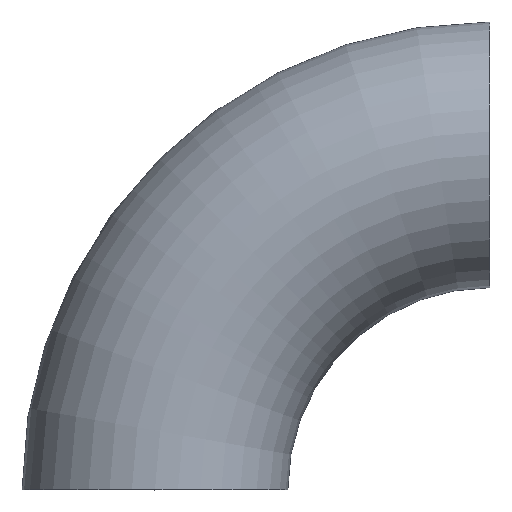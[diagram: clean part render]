
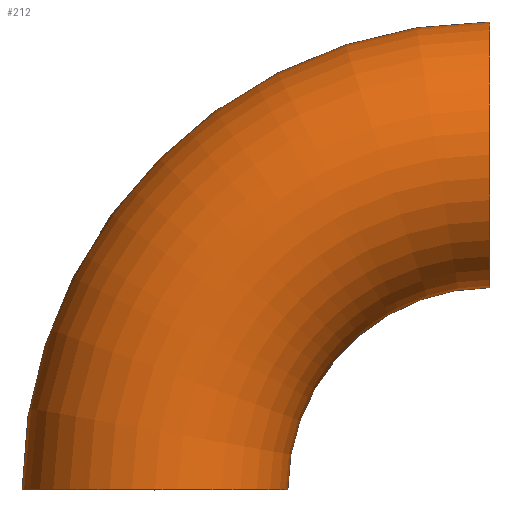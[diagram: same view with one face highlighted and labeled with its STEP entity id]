
A CAD part, top view. The second image highlights one B-rep face of the part: STEP entity #212.
In plain terms, the highlighted toroidal (fillet/blend) face has major radius 76 mm and minor radius 30.15 mm.
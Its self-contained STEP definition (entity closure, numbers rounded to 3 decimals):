
#4 = VERTEX_POINT ( 'NONE', #10 ) ;
#7 = AXIS2_PLACEMENT_3D ( 'NONE', #133, #47, #48 ) ;
#10 = CARTESIAN_POINT ( 'NONE',  ( 76., 106.15, 0. ) ) ;
#17 = DIRECTION ( 'NONE',  ( 1., 0., 0. ) ) ;
#19 = CIRCLE ( 'NONE', #225, 30.15 ) ;
#26 = AXIS2_PLACEMENT_3D ( 'NONE', #253, #124, #17 ) ;
#32 = VERTEX_POINT ( 'NONE', #184 ) ;
#37 = DIRECTION ( 'NONE',  ( 0., 1., 0. ) ) ;
#47 = DIRECTION ( 'NONE',  ( 0., 0., 1. ) ) ;
#48 = DIRECTION ( 'NONE',  ( 1., 0., 0. ) ) ;
#59 = CIRCLE ( 'NONE', #7, 45.85 ) ;
#71 = EDGE_CURVE ( 'NONE', #128, #32, #59, .T. ) ;
#84 = CARTESIAN_POINT ( 'NONE',  ( 0., 0., 0. ) ) ;
#85 = DIRECTION ( 'NONE',  ( 0., 0., 1. ) ) ;
#99 = CARTESIAN_POINT ( 'NONE',  ( -30.15, 0., 0. ) ) ;
#104 = VERTEX_POINT ( 'NONE', #99 ) ;
#105 = DIRECTION ( 'NONE',  ( 1., 0., 0. ) ) ;
#122 = CARTESIAN_POINT ( 'NONE',  ( 76., 0., 0. ) ) ;
#124 = DIRECTION ( 'NONE',  ( 0., 0., 1. ) ) ;
#128 = VERTEX_POINT ( 'NONE', #248 ) ;
#133 = CARTESIAN_POINT ( 'NONE',  ( 76., 0., 0. ) ) ;
#137 = CIRCLE ( 'NONE', #189, 30.15 ) ;
#143 = EDGE_LOOP ( 'NONE', ( #183, #175, #207, #220 ) ) ;
#145 = DIRECTION ( 'NONE',  ( 0., 0., 1. ) ) ;
#147 = TOROIDAL_SURFACE ( 'NONE', #233, 76., 30.15 ) ;
#160 = EDGE_CURVE ( 'NONE', #104, #32, #19, .T. ) ;
#164 = DIRECTION ( 'NONE',  ( 0., 0., 1. ) ) ;
#175 = ORIENTED_EDGE ( 'NONE', *, *, #213, .T. ) ;
#180 = FACE_OUTER_BOUND ( 'NONE', #143, .T. ) ;
#182 = EDGE_CURVE ( 'NONE', #4, #128, #137, .T. ) ;
#183 = ORIENTED_EDGE ( 'NONE', *, *, #182, .F. ) ;
#184 = CARTESIAN_POINT ( 'NONE',  ( 30.15, 0., 0. ) ) ;
#189 = AXIS2_PLACEMENT_3D ( 'NONE', #214, #105, #145 ) ;
#207 = ORIENTED_EDGE ( 'NONE', *, *, #160, .T. ) ;
#212 = ADVANCED_FACE ( 'NONE', ( #180 ), #147, .T. ) ;
#213 = EDGE_CURVE ( 'NONE', #4, #104, #224, .T. ) ;
#214 = CARTESIAN_POINT ( 'NONE',  ( 76., 76., 0. ) ) ;
#217 = DIRECTION ( 'NONE',  ( 1., 0., 0. ) ) ;
#220 = ORIENTED_EDGE ( 'NONE', *, *, #71, .F. ) ;
#224 = CIRCLE ( 'NONE', #26, 106.15 ) ;
#225 = AXIS2_PLACEMENT_3D ( 'NONE', #84, #37, #85 ) ;
#233 = AXIS2_PLACEMENT_3D ( 'NONE', #122, #164, #217 ) ;
#248 = CARTESIAN_POINT ( 'NONE',  ( 76., 45.85, 0. ) ) ;
#253 = CARTESIAN_POINT ( 'NONE',  ( 76., 0., 0. ) ) ;
